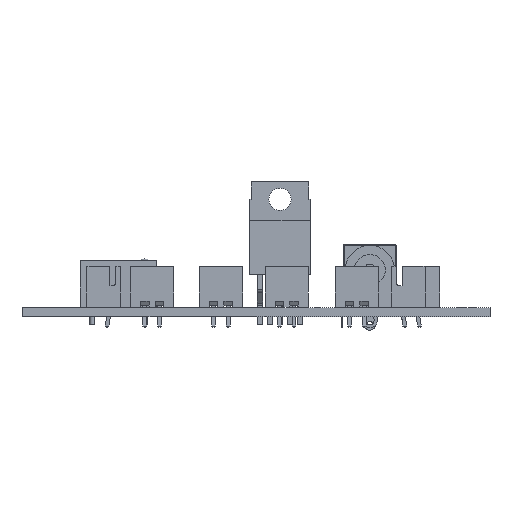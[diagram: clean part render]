
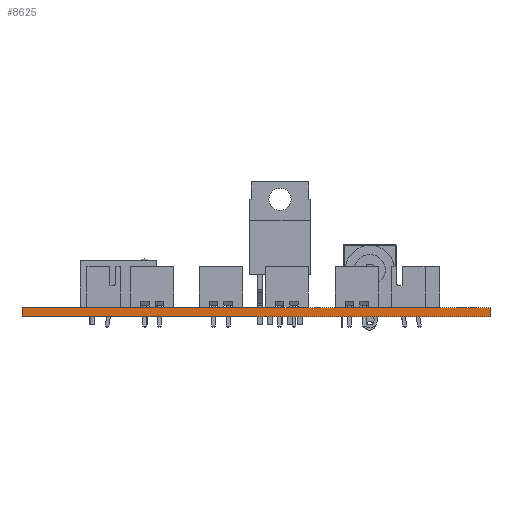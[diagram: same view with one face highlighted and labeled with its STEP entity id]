
A CAD part, front view. The second image highlights one B-rep face of the part: STEP entity #8625.
In plain terms, the highlighted planar face has unit normal (0, -1, 0).
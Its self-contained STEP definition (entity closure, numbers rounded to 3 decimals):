
#8625 = ADVANCED_FACE('',(#8626),#8660,.T.);
#8626 = FACE_BOUND('',#8627,.T.);
#8627 = EDGE_LOOP('',(#8628,#8638,#8646,#8654));
#8628 = ORIENTED_EDGE('',*,*,#8629,.T.);
#8629 = EDGE_CURVE('',#8630,#8632,#8634,.T.);
#8630 = VERTEX_POINT('',#8631);
#8631 = CARTESIAN_POINT('',(209.5,-163.,0.));
#8632 = VERTEX_POINT('',#8633);
#8633 = CARTESIAN_POINT('',(209.5,-163.,1.6));
#8634 = LINE('',#8635,#8636);
#8635 = CARTESIAN_POINT('',(209.5,-163.,0.));
#8636 = VECTOR('',#8637,1.);
#8637 = DIRECTION('',(0.,0.,1.));
#8638 = ORIENTED_EDGE('',*,*,#8639,.T.);
#8639 = EDGE_CURVE('',#8632,#8640,#8642,.T.);
#8640 = VERTEX_POINT('',#8641);
#8641 = CARTESIAN_POINT('',(129.5,-163.,1.6));
#8642 = LINE('',#8643,#8644);
#8643 = CARTESIAN_POINT('',(209.5,-163.,1.6));
#8644 = VECTOR('',#8645,1.);
#8645 = DIRECTION('',(-1.,0.,0.));
#8646 = ORIENTED_EDGE('',*,*,#8647,.F.);
#8647 = EDGE_CURVE('',#8648,#8640,#8650,.T.);
#8648 = VERTEX_POINT('',#8649);
#8649 = CARTESIAN_POINT('',(129.5,-163.,0.));
#8650 = LINE('',#8651,#8652);
#8651 = CARTESIAN_POINT('',(129.5,-163.,0.));
#8652 = VECTOR('',#8653,1.);
#8653 = DIRECTION('',(0.,0.,1.));
#8654 = ORIENTED_EDGE('',*,*,#8655,.F.);
#8655 = EDGE_CURVE('',#8630,#8648,#8656,.T.);
#8656 = LINE('',#8657,#8658);
#8657 = CARTESIAN_POINT('',(209.5,-163.,0.));
#8658 = VECTOR('',#8659,1.);
#8659 = DIRECTION('',(-1.,0.,0.));
#8660 = PLANE('',#8661);
#8661 = AXIS2_PLACEMENT_3D('',#8662,#8663,#8664);
#8662 = CARTESIAN_POINT('',(209.5,-163.,0.));
#8663 = DIRECTION('',(0.,-1.,0.));
#8664 = DIRECTION('',(-1.,0.,0.));
